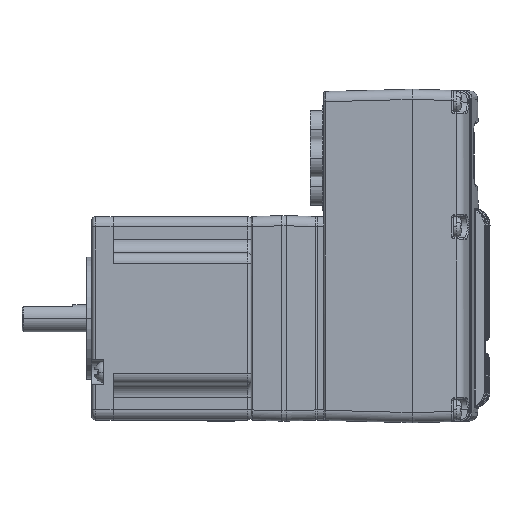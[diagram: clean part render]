
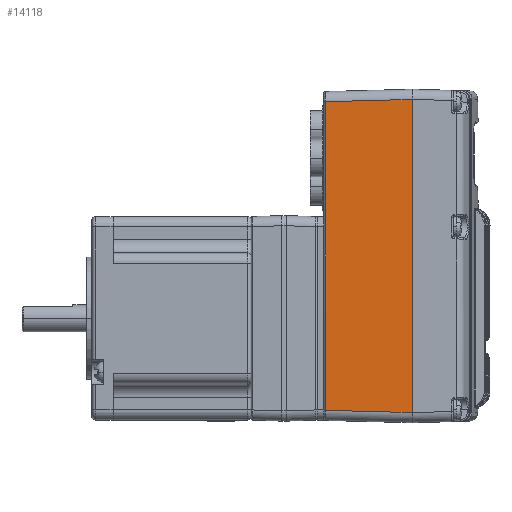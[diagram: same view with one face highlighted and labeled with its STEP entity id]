
A CAD part, left-side view. The second image highlights one B-rep face of the part: STEP entity #14118.
In plain terms, the highlighted planar face has unit normal (-1, 0.026, 0).
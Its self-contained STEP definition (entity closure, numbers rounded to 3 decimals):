
#3043 = EDGE_CURVE ( 'NONE', #16481, #16457, #22124, .T. ) ;
#3046 = EDGE_CURVE ( 'NONE', #16481, #16470, #22121, .T. ) ;
#3047 = EDGE_CURVE ( 'NONE', #16475, #16470, #22120, .T. ) ;
#3048 = EDGE_CURVE ( 'NONE', #16457, #16475, #22119, .T. ) ;
#14118 = ADVANCED_FACE ( 'NONE', ( #105872 ), #107569, .F. ) ;
#16457 = VERTEX_POINT ( 'NONE', #25224 ) ;
#16470 = VERTEX_POINT ( 'NONE', #25233 ) ;
#16475 = VERTEX_POINT ( 'NONE', #25236 ) ;
#16481 = VERTEX_POINT ( 'NONE', #25240 ) ;
#16870 = AXIS2_PLACEMENT_3D ( 'NONE', #107567, #107572, #107573 ) ;
#22115 = VECTOR ( 'NONE', #66727, 1000. ) ;
#22117 = VECTOR ( 'NONE', #66722, 1000. ) ;
#22119 = LINE ( 'NONE', #66707, #22115 ) ;
#22120 = LINE ( 'NONE', #66712, #22117 ) ;
#22121 = LINE ( 'NONE', #66718, #22126 ) ;
#22122 = VECTOR ( 'NONE', #66686, 1000. ) ;
#22124 = LINE ( 'NONE', #66683, #22122 ) ;
#22126 = VECTOR ( 'NONE', #66720, 1000. ) ;
#25224 = CARTESIAN_POINT ( 'NONE',  ( -30.132, -163.869, -27.133 ) ) ;
#25233 = CARTESIAN_POINT ( 'NONE',  ( -30.8, -189.382, 64.601 ) ) ;
#25236 = CARTESIAN_POINT ( 'NONE',  ( -30.132, -163.869, 63.933 ) ) ;
#25240 = CARTESIAN_POINT ( 'NONE',  ( -30.8, -189.382, -27.801 ) ) ;
#48122 = EDGE_LOOP ( 'NONE', ( #115597, #115590, #115586, #115582 ) ) ;
#66683 = CARTESIAN_POINT ( 'NONE',  ( -30.8, -189.382, -27.801 ) ) ;
#66686 = DIRECTION ( 'NONE',  ( 0.026, 0.999, 0.026 ) ) ;
#66707 = CARTESIAN_POINT ( 'NONE',  ( -30.132, -163.869, 16.72 ) ) ;
#66712 = CARTESIAN_POINT ( 'NONE',  ( -30.46, -176.382, 64.261 ) ) ;
#66718 = CARTESIAN_POINT ( 'NONE',  ( -30.8, -189.382, 0. ) ) ;
#66720 = DIRECTION ( 'NONE',  ( 0., 0., 1. ) ) ;
#66722 = DIRECTION ( 'NONE',  ( -0.026, -0.999, 0.026 ) ) ;
#66727 = DIRECTION ( 'NONE',  ( 0., 0., 1. ) ) ;
#105872 = FACE_OUTER_BOUND ( 'NONE', #48122, .T. ) ;
#107567 = CARTESIAN_POINT ( 'NONE',  ( -30.8, -189.382, 0. ) ) ;
#107569 = PLANE ( 'NONE',  #16870 ) ;
#107572 = DIRECTION ( 'NONE',  ( 1., -0.026, 0. ) ) ;
#107573 = DIRECTION ( 'NONE',  ( 0.026, 1., 0. ) ) ;
#115582 = ORIENTED_EDGE ( 'NONE', *, *, #3043, .F. ) ;
#115586 = ORIENTED_EDGE ( 'NONE', *, *, #3048, .F. ) ;
#115590 = ORIENTED_EDGE ( 'NONE', *, *, #3047, .F. ) ;
#115597 = ORIENTED_EDGE ( 'NONE', *, *, #3046, .T. ) ;
